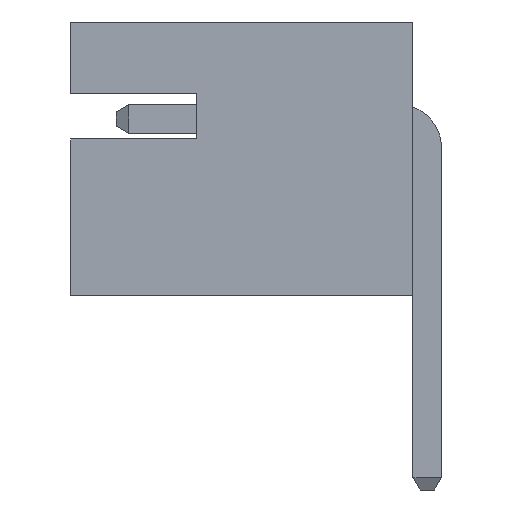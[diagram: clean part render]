
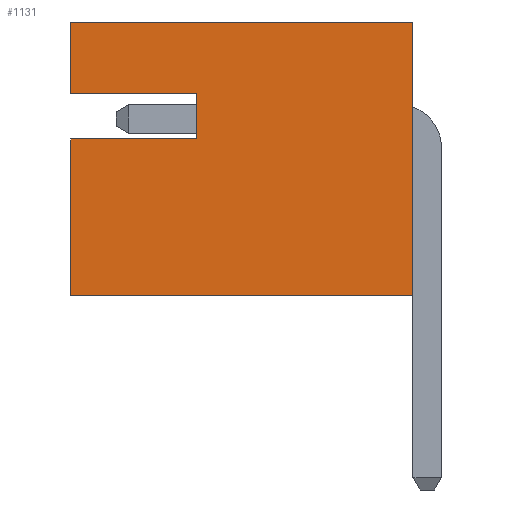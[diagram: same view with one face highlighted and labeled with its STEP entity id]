
A CAD part, left-side view. The second image highlights one B-rep face of the part: STEP entity #1131.
In plain terms, the highlighted planar face has unit normal (-1, 0, 0).
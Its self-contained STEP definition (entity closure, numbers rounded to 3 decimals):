
#1131=ADVANCED_FACE('',(#2100),#2102,.T.);
#2100=FACE_BOUND('',#2101,.T.);
#2101=EDGE_LOOP('',(#2906,#2907,#2908,#2909,#2910,#2911,#2912,#2913));
#2102=PLANE('',#2103);
#2103=AXIS2_PLACEMENT_3D('',#2104,#2105,#2106);
#2104=CARTESIAN_POINT('',(-28.,0.25,0.));
#2105=DIRECTION('',(-1.,0.,0.));
#2106=DIRECTION('',(0.,0.,1.));
#2906=ORIENTED_EDGE('',*,*,#3421,.T.);
#2907=ORIENTED_EDGE('',*,*,#3422,.T.);
#2908=ORIENTED_EDGE('',*,*,#3423,.F.);
#2909=ORIENTED_EDGE('',*,*,#3348,.F.);
#2910=ORIENTED_EDGE('',*,*,#3401,.T.);
#2911=ORIENTED_EDGE('',*,*,#3414,.T.);
#2912=ORIENTED_EDGE('',*,*,#3424,.F.);
#2913=ORIENTED_EDGE('',*,*,#3425,.T.);
#3348=EDGE_CURVE('',#3834,#3836,#3837,.T.);
#3401=EDGE_CURVE('',#3834,#3900,#3902,.T.);
#3414=EDGE_CURVE('',#3900,#3925,#3927,.T.);
#3421=EDGE_CURVE('',#3938,#3939,#3940,.F.);
#3422=EDGE_CURVE('',#3939,#3941,#3942,.F.);
#3423=EDGE_CURVE('',#3836,#3941,#3943,.T.);
#3424=EDGE_CURVE('',#3944,#3925,#3945,.T.);
#3425=EDGE_CURVE('',#3944,#3938,#3946,.F.);
#3834=VERTEX_POINT('',#4735);
#3836=VERTEX_POINT('',#4739);
#3837=LINE('',#4740,#4741);
#3900=VERTEX_POINT('',#4907);
#3902=LINE('',#4911,#4912);
#3925=VERTEX_POINT('',#4958);
#3927=LINE('',#4962,#4963);
#3938=VERTEX_POINT('',#4987);
#3939=VERTEX_POINT('',#4988);
#3940=LINE('',#4989,#4990);
#3941=VERTEX_POINT('',#4992);
#3942=LINE('',#4993,#4994);
#3943=LINE('',#4996,#4997);
#3944=VERTEX_POINT('',#4999);
#3945=LINE('',#5000,#5001);
#3946=LINE('',#5003,#5004);
#4735=CARTESIAN_POINT('',(-28.,0.25,0.));
#4739=CARTESIAN_POINT('',(-28.,6.25,0.));
#4740=CARTESIAN_POINT('',(-28.,0.25,0.));
#4741=VECTOR('',#4742,1.);
#4742=DIRECTION('',(0.,1.,0.));
#4907=CARTESIAN_POINT('',(-28.,0.25,4.8));
#4911=CARTESIAN_POINT('',(-28.,0.25,0.));
#4912=VECTOR('',#4913,1.);
#4913=DIRECTION('',(0.,0.,1.));
#4958=CARTESIAN_POINT('',(-28.,6.25,4.8));
#4962=CARTESIAN_POINT('',(-28.,0.25,4.8));
#4963=VECTOR('',#4964,1.);
#4964=DIRECTION('',(0.,1.,0.));
#4987=CARTESIAN_POINT('',(-28.,4.05,3.55));
#4988=CARTESIAN_POINT('',(-28.,4.05,2.75));
#4989=CARTESIAN_POINT('',(-28.,4.05,2.75));
#4990=VECTOR('',#4991,1.);
#4991=DIRECTION('',(0.,0.,1.));
#4992=CARTESIAN_POINT('',(-28.,6.25,2.75));
#4993=CARTESIAN_POINT('',(-28.,6.25,2.75));
#4994=VECTOR('',#4995,1.);
#4995=DIRECTION('',(0.,-1.,0.));
#4996=CARTESIAN_POINT('',(-28.,6.25,0.));
#4997=VECTOR('',#4998,1.);
#4998=DIRECTION('',(0.,0.,1.));
#4999=CARTESIAN_POINT('',(-28.,6.25,3.55));
#5000=CARTESIAN_POINT('',(-28.,6.25,3.55));
#5001=VECTOR('',#5002,1.);
#5002=DIRECTION('',(0.,0.,1.));
#5003=CARTESIAN_POINT('',(-28.,4.05,3.55));
#5004=VECTOR('',#5005,1.);
#5005=DIRECTION('',(0.,1.,0.));
